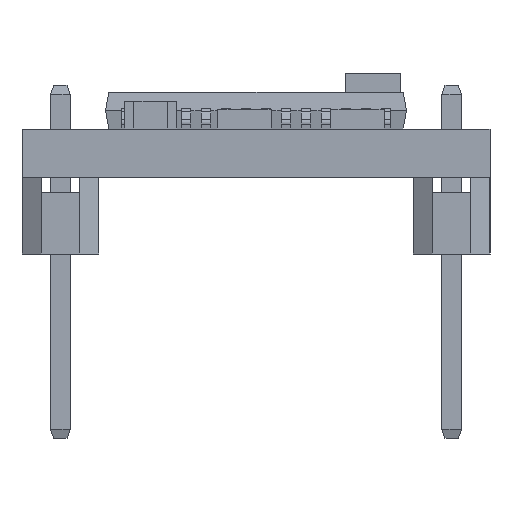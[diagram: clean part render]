
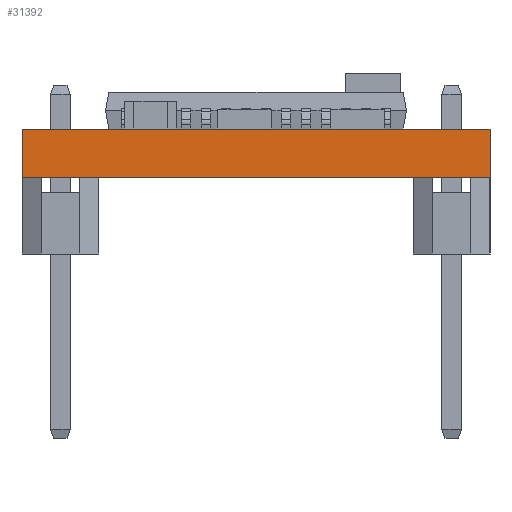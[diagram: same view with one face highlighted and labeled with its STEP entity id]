
A CAD part, front view. The second image highlights one B-rep face of the part: STEP entity #31392.
In plain terms, the highlighted planar face has unit normal (0, -1, 0).
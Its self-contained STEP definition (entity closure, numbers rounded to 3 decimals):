
#1485 = EDGE_CURVE ( 'NONE', #8744, #44386, #42948, .T. ) ;
#5988 = CARTESIAN_POINT ( 'NONE',  ( 0., 0., 1.57 ) ) ;
#6387 = EDGE_LOOP ( 'NONE', ( #16143, #34190, #10791, #34054 ) ) ;
#7157 = CARTESIAN_POINT ( 'NONE',  ( 5.08, 0., 1.57 ) ) ;
#7475 = CARTESIAN_POINT ( 'NONE',  ( 10.16, 0., 1.57 ) ) ;
#7527 = B_SPLINE_CURVE_WITH_KNOTS ( 'NONE', 3,
 ( #44849, #30167, #33825, #23698 ),
 .UNSPECIFIED., .F., .F.,
 ( 4, 4 ),
 ( 0., 1. ),
 .UNSPECIFIED. ) ;
#7574 = CARTESIAN_POINT ( 'NONE',  ( 15.24, 0., 1.57 ) ) ;
#8744 = VERTEX_POINT ( 'NONE', #43404 ) ;
#10791 = ORIENTED_EDGE ( 'NONE', *, *, #32524, .T. ) ;
#11180 = EDGE_CURVE ( 'NONE', #38054, #26071, #41053, .T. ) ;
#14258 = CARTESIAN_POINT ( 'NONE',  ( 0., 0., 0. ) ) ;
#14545 = EDGE_CURVE ( 'NONE', #26071, #44386, #42937, .T. ) ;
#14803 = DIRECTION ( 'NONE',  ( 0., 0., 1. ) ) ;
#16143 = ORIENTED_EDGE ( 'NONE', *, *, #14545, .F. ) ;
#16369 = FACE_OUTER_BOUND ( 'NONE', #6387, .T. ) ;
#16638 = DIRECTION ( 'NONE',  ( 0., 0., 1. ) ) ;
#19107 = CARTESIAN_POINT ( 'NONE',  ( 15.24, 0., 1.57 ) ) ;
#23698 = CARTESIAN_POINT ( 'NONE',  ( 15.24, 0., 0. ) ) ;
#23994 = VECTOR ( 'NONE', #30267, 1000. ) ;
#24510 = CARTESIAN_POINT ( 'NONE',  ( 0., 0., 1.57 ) ) ;
#24916 = AXIS2_PLACEMENT_3D ( 'NONE', #5988, #31031, #16638 ) ;
#26071 = VERTEX_POINT ( 'NONE', #35056 ) ;
#30167 = CARTESIAN_POINT ( 'NONE',  ( 5.08, 0., 0. ) ) ;
#30267 = DIRECTION ( 'NONE',  ( 0., 0., 1. ) ) ;
#31031 = DIRECTION ( 'NONE',  ( 0., 1., 0. ) ) ;
#31392 = ADVANCED_FACE ( 'NONE', ( #16369 ), #44805, .F. ) ;
#32524 = EDGE_CURVE ( 'NONE', #38054, #8744, #7527, .T. ) ;
#33617 = VECTOR ( 'NONE', #14803, 1000. ) ;
#33825 = CARTESIAN_POINT ( 'NONE',  ( 10.16, 0., 0. ) ) ;
#34054 = ORIENTED_EDGE ( 'NONE', *, *, #1485, .T. ) ;
#34190 = ORIENTED_EDGE ( 'NONE', *, *, #11180, .F. ) ;
#35056 = CARTESIAN_POINT ( 'NONE',  ( 0., 0., 1.57 ) ) ;
#35095 = CARTESIAN_POINT ( 'NONE',  ( 15.24, 0., 1.57 ) ) ;
#37586 = CARTESIAN_POINT ( 'NONE',  ( 0., 0., 1.57 ) ) ;
#38054 = VERTEX_POINT ( 'NONE', #14258 ) ;
#41053 = LINE ( 'NONE', #37586, #23994 ) ;
#42937 = B_SPLINE_CURVE_WITH_KNOTS ( 'NONE', 3,
 ( #24510, #7157, #7475, #35095 ),
 .UNSPECIFIED., .F., .F.,
 ( 4, 4 ),
 ( 0., 1. ),
 .UNSPECIFIED. ) ;
#42948 = LINE ( 'NONE', #7574, #33617 ) ;
#43404 = CARTESIAN_POINT ( 'NONE',  ( 15.24, 0., 0. ) ) ;
#44386 = VERTEX_POINT ( 'NONE', #19107 ) ;
#44805 = PLANE ( 'NONE',  #24916 ) ;
#44849 = CARTESIAN_POINT ( 'NONE',  ( 0., 0., 0. ) ) ;
